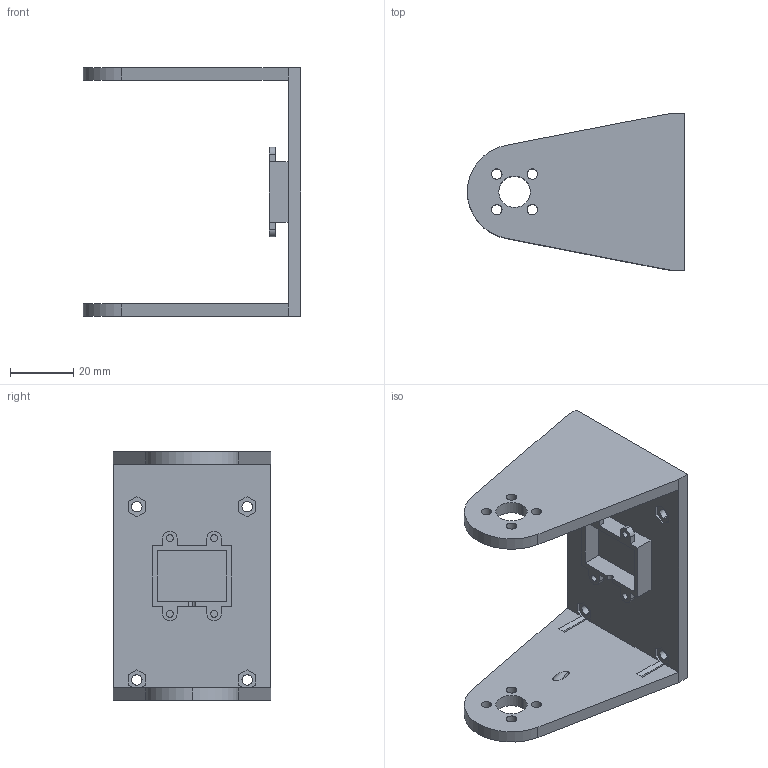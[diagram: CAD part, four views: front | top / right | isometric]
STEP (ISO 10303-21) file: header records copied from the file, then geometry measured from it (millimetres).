
FILE_DESCRIPTION (( 'STEP AP203' ), '1' );
FILE_NAME ('UÐÍ°å.STEP', '2025-06-08T03:53:18', ( '' ), ( '' ), 'SwSTEP 2.0', 'SolidWorks 2019', '' );
FILE_SCHEMA (( 'CONFIG_CONTROL_DESIGN' ));
Length unit declared in the file: millimetre
Products named in the file (1): U倰啣
Bounding box: 69 x 50 x 79 mm (x, y, z)
Volume: 34479.5 mm3; surface area: 20735.4 mm2
Topology: 1 solids, 1 shells, 113 faces, 320 edges, 212 vertices
Faces by surface type: plane 64, cylinder 49
Entity records: 3829 total; most frequent: CARTESIAN_POINT 658, ORIENTED_EDGE 640, DIRECTION 638, EDGE_CURVE 320, LINE 222, VECTOR 222, VERTEX_POINT 212, AXIS2_PLACEMENT_3D 208
